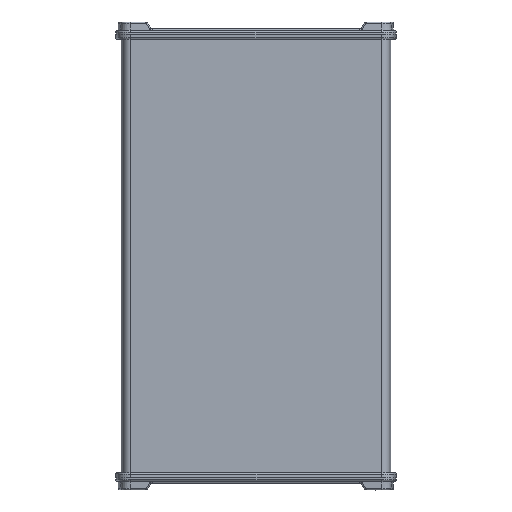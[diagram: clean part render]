
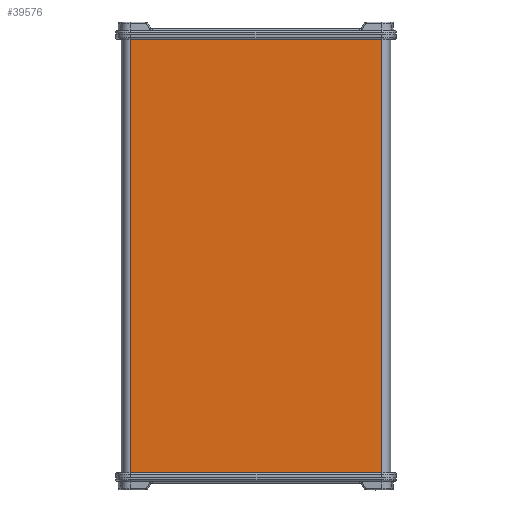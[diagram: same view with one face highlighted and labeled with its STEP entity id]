
A CAD part, front view. The second image highlights one B-rep face of the part: STEP entity #39576.
In plain terms, the highlighted planar face has unit normal (0, -1, 0).
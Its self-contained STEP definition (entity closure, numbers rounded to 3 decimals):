
#18512 = VECTOR ( 'NONE', #21380, 1000. ) ;
#18520 = VECTOR ( 'NONE', #21399, 1000. ) ;
#18522 = VECTOR ( 'NONE', #21404, 1000. ) ;
#18525 = VECTOR ( 'NONE', #21413, 1000. ) ;
#18614 = AXIS2_PLACEMENT_3D ( 'NONE', #21692, #21693, #21694 ) ;
#19488 = LINE ( 'NONE', #21379, #18512 ) ;
#19494 = LINE ( 'NONE', #21398, #18520 ) ;
#19496 = LINE ( 'NONE', #21403, #18522 ) ;
#19500 = LINE ( 'NONE', #21412, #18525 ) ;
#19612 = FACE_OUTER_BOUND ( 'NONE', #38700, .T. ) ;
#20830 = CARTESIAN_POINT ( 'NONE',  ( 723.822, 138.691, 300. ) ) ;
#20833 = CARTESIAN_POINT ( 'NONE',  ( 723.822, 138.691, 0. ) ) ;
#21177 = CARTESIAN_POINT ( 'NONE',  ( 893.822, 138.691, 300. ) ) ;
#21183 = CARTESIAN_POINT ( 'NONE',  ( 893.822, 138.691, 0. ) ) ;
#21379 = CARTESIAN_POINT ( 'NONE',  ( 723.822, 138.691, 300. ) ) ;
#21380 = DIRECTION ( 'NONE',  ( 0., 0., -1. ) ) ;
#21398 = CARTESIAN_POINT ( 'NONE',  ( 893.822, 138.691, 300. ) ) ;
#21399 = DIRECTION ( 'NONE',  ( 0., 0., -1. ) ) ;
#21403 = CARTESIAN_POINT ( 'NONE',  ( 808.822, 138.691, 0. ) ) ;
#21404 = DIRECTION ( 'NONE',  ( 1., 0., 0. ) ) ;
#21412 = CARTESIAN_POINT ( 'NONE',  ( 808.822, 138.691, 300. ) ) ;
#21413 = DIRECTION ( 'NONE',  ( 1., 0., 0. ) ) ;
#21691 = PLANE ( 'NONE',  #18614 ) ;
#21692 = CARTESIAN_POINT ( 'NONE',  ( 808.822, 138.691, 300. ) ) ;
#21693 = DIRECTION ( 'NONE',  ( 0., 1., 0. ) ) ;
#21694 = DIRECTION ( 'NONE',  ( 0., 0., 1. ) ) ;
#37361 = VERTEX_POINT ( 'NONE', #20830 ) ;
#37364 = VERTEX_POINT ( 'NONE', #20833 ) ;
#37708 = VERTEX_POINT ( 'NONE', #21177 ) ;
#37714 = VERTEX_POINT ( 'NONE', #21183 ) ;
#38671 = ORIENTED_EDGE ( 'NONE', *, *, #39488, .T. ) ;
#38672 = ORIENTED_EDGE ( 'NONE', *, *, #39491, .F. ) ;
#38673 = ORIENTED_EDGE ( 'NONE', *, *, #39486, .F. ) ;
#38674 = ORIENTED_EDGE ( 'NONE', *, *, #39480, .T. ) ;
#38700 = EDGE_LOOP ( 'NONE', ( #38671, #38673, #38672, #38674 ) ) ;
#39480 = EDGE_CURVE ( 'NONE', #37361, #37364, #19488, .T. ) ;
#39486 = EDGE_CURVE ( 'NONE', #37708, #37714, #19494, .T. ) ;
#39488 = EDGE_CURVE ( 'NONE', #37364, #37714, #19496, .T. ) ;
#39491 = EDGE_CURVE ( 'NONE', #37361, #37708, #19500, .T. ) ;
#39576 = ADVANCED_FACE ( 'NONE', ( #19612 ), #21691, .F. ) ;
